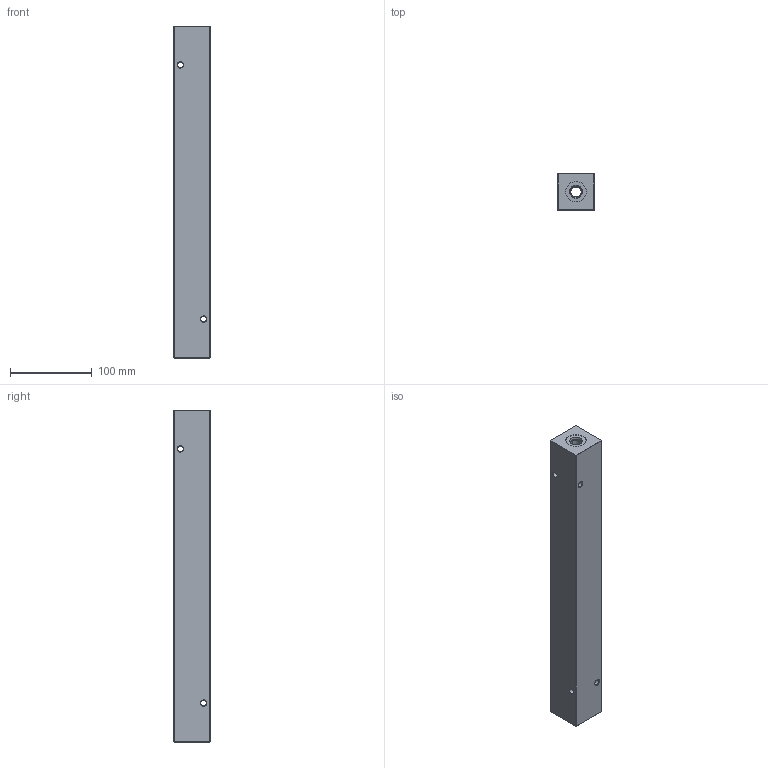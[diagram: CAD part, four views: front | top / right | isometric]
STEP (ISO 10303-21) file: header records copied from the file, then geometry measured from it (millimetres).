
FILE_DESCRIPTION (( 'STEP AP203' ), '1' );
FILE_NAME ('HM-9-90-S-6-6.STEP', '2020-11-09T21:14:43', ( '' ), ( '' ), 'SwSTEP 2.0', 'SolidWorks 2019', '' );
FILE_SCHEMA (( 'CONFIG_CONTROL_DESIGN' ));
Length unit declared in the file: inch
Products named in the file (1): HM-9-90-S-6-6
Bounding box: 44.45 x 44.45 x 406.4 mm (x, y, z)
Volume: 695955.5 mm3; surface area: 103227.2 mm2
Topology: 1 solids, 1 shells, 764 faces, 1966 edges, 1248 vertices
Faces by surface type: plane 245, bspline 204, cylinder 161, cone 154
Entity records: 33361 total; most frequent: CARTESIAN_POINT 16438, ORIENTED_EDGE 3932, DIRECTION 2757, EDGE_CURVE 1966, VERTEX_POINT 1248, VECTOR 927, LINE 927, AXIS2_PLACEMENT_3D 915
